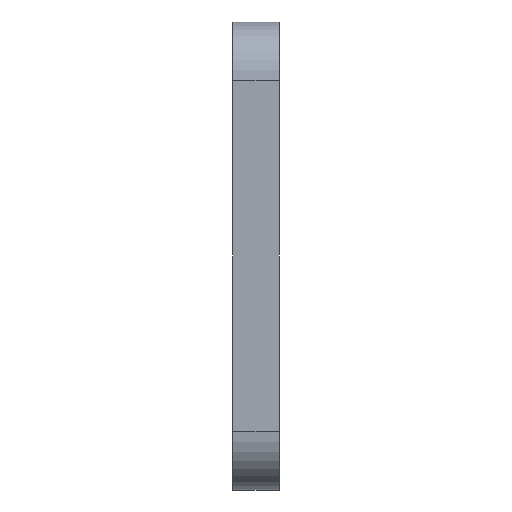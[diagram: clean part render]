
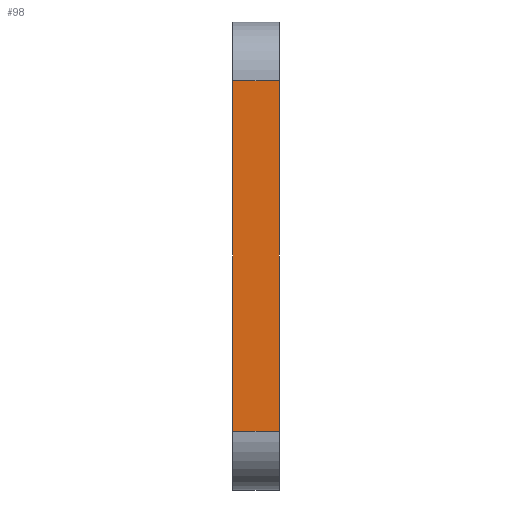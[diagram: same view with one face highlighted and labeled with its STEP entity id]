
A CAD part, left-side view. The second image highlights one B-rep face of the part: STEP entity #98.
In plain terms, the highlighted planar face has unit normal (-1, 0, 0).
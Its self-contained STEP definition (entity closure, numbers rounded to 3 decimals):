
#30 = VECTOR ( 'NONE', #342, 1000. ) ;
#62 = VERTEX_POINT ( 'NONE', #469 ) ;
#69 = CARTESIAN_POINT ( 'NONE',  ( -42.5, 0., -15. ) ) ;
#71 = VERTEX_POINT ( 'NONE', #69 ) ;
#76 = EDGE_CURVE ( 'NONE', #436, #71, #253, .T. ) ;
#98 = ADVANCED_FACE ( 'NONE', ( #899 ), #889, .F. ) ;
#116 = LINE ( 'NONE', #960, #987 ) ;
#166 = CARTESIAN_POINT ( 'NONE',  ( -42.5, 4., 20. ) ) ;
#248 = VECTOR ( 'NONE', #1113, 1000. ) ;
#253 = LINE ( 'NONE', #433, #668 ) ;
#309 = EDGE_CURVE ( 'NONE', #436, #939, #927, .T. ) ;
#313 = AXIS2_PLACEMENT_3D ( 'NONE', #345, #974, #698 ) ;
#329 = EDGE_LOOP ( 'NONE', ( #1130, #599, #573, #952 ) ) ;
#342 = DIRECTION ( 'NONE',  ( 0., 0., 1. ) ) ;
#345 = CARTESIAN_POINT ( 'NONE',  ( -42.5, 4., 20. ) ) ;
#433 = CARTESIAN_POINT ( 'NONE',  ( -42.5, 4., -15. ) ) ;
#436 = VERTEX_POINT ( 'NONE', #992 ) ;
#469 = CARTESIAN_POINT ( 'NONE',  ( -42.5, 0., 15. ) ) ;
#499 = DIRECTION ( 'NONE',  ( 0., 1., 0. ) ) ;
#573 = ORIENTED_EDGE ( 'NONE', *, *, #309, .F. ) ;
#599 = ORIENTED_EDGE ( 'NONE', *, *, #812, .T. ) ;
#668 = VECTOR ( 'NONE', #882, 1000. ) ;
#671 = EDGE_CURVE ( 'NONE', #71, #62, #955, .T. ) ;
#698 = DIRECTION ( 'NONE',  ( 0., 0., -1. ) ) ;
#756 = CARTESIAN_POINT ( 'NONE',  ( -42.5, 0., 20. ) ) ;
#812 = EDGE_CURVE ( 'NONE', #62, #939, #116, .T. ) ;
#882 = DIRECTION ( 'NONE',  ( 0., -1., 0. ) ) ;
#889 = PLANE ( 'NONE',  #313 ) ;
#899 = FACE_OUTER_BOUND ( 'NONE', #329, .T. ) ;
#927 = LINE ( 'NONE', #166, #30 ) ;
#939 = VERTEX_POINT ( 'NONE', #988 ) ;
#952 = ORIENTED_EDGE ( 'NONE', *, *, #76, .T. ) ;
#955 = LINE ( 'NONE', #756, #248 ) ;
#960 = CARTESIAN_POINT ( 'NONE',  ( -42.5, 4., 15. ) ) ;
#974 = DIRECTION ( 'NONE',  ( 1., 0., 0. ) ) ;
#987 = VECTOR ( 'NONE', #499, 1000. ) ;
#988 = CARTESIAN_POINT ( 'NONE',  ( -42.5, 4., 15. ) ) ;
#992 = CARTESIAN_POINT ( 'NONE',  ( -42.5, 4., -15. ) ) ;
#1113 = DIRECTION ( 'NONE',  ( 0., 0., 1. ) ) ;
#1130 = ORIENTED_EDGE ( 'NONE', *, *, #671, .T. ) ;
